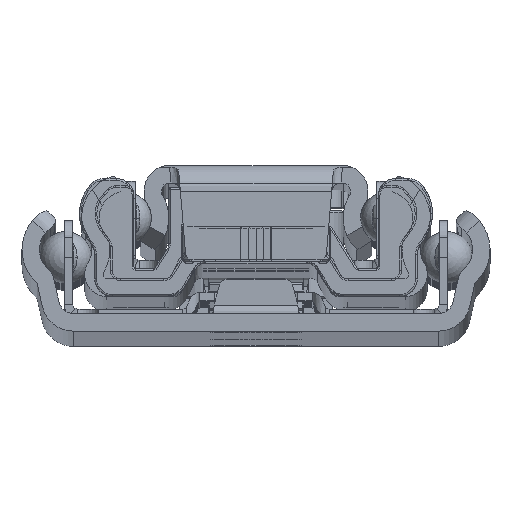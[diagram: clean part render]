
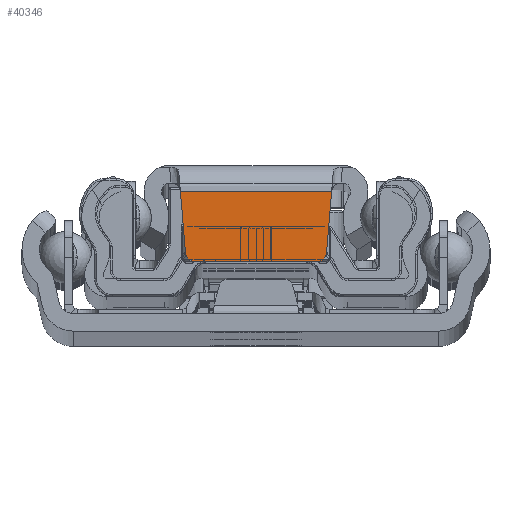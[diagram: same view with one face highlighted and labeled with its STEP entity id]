
A CAD part, top view. The second image highlights one B-rep face of the part: STEP entity #40346.
In plain terms, the highlighted planar face has unit normal (0, 0, 1).
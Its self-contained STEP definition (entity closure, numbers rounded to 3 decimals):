
#1768 = CARTESIAN_POINT ( 'NONE',  ( -8.672, -3., 988. ) ) ;
#4644 = CARTESIAN_POINT ( 'NONE',  ( 7.08, -11., 988. ) ) ;
#4841 = ORIENTED_EDGE ( 'NONE', *, *, #6980, .F. ) ;
#6980 = EDGE_CURVE ( 'NONE', #31207, #16896, #89171, .T. ) ;
#12563 = VERTEX_POINT ( 'NONE', #4644 ) ;
#15773 = CARTESIAN_POINT ( 'NONE',  ( -7.08, -10., 988. ) ) ;
#16896 = VERTEX_POINT ( 'NONE', #1768 ) ;
#17332 = CARTESIAN_POINT ( 'NONE',  ( 8.672, -3., 988. ) ) ;
#25054 = CIRCLE ( 'NONE', #139944, 1. ) ;
#28120 = LINE ( 'NONE', #95975, #40070 ) ;
#30625 = DIRECTION ( 'NONE',  ( -1., 0., 0. ) ) ;
#31207 = VERTEX_POINT ( 'NONE', #120947 ) ;
#32401 = DIRECTION ( 'NONE',  ( 1., 0., 0. ) ) ;
#32434 = CARTESIAN_POINT ( 'NONE',  ( 8.077, -10.084, 988. ) ) ;
#33026 = ORIENTED_EDGE ( 'NONE', *, *, #89072, .T. ) ;
#35448 = AXIS2_PLACEMENT_3D ( 'NONE', #95882, #71305, #32401 ) ;
#39711 = LINE ( 'NONE', #45033, #69542 ) ;
#40070 = VECTOR ( 'NONE', #133263, 1000. ) ;
#40346 = ADVANCED_FACE ( 'NONE', ( #63987 ), #57465, .T. ) ;
#41716 = ORIENTED_EDGE ( 'NONE', *, *, #83215, .T. ) ;
#45033 = CARTESIAN_POINT ( 'NONE',  ( -8.924, -3., 988. ) ) ;
#46590 = VECTOR ( 'NONE', #48006, 1000. ) ;
#48006 = DIRECTION ( 'NONE',  ( 0.084, 0.996, 0. ) ) ;
#48796 = ORIENTED_EDGE ( 'NONE', *, *, #92357, .T. ) ;
#57465 = PLANE ( 'NONE',  #35448 ) ;
#58471 = ORIENTED_EDGE ( 'NONE', *, *, #105812, .T. ) ;
#58862 = VERTEX_POINT ( 'NONE', #17332 ) ;
#63567 = VERTEX_POINT ( 'NONE', #145192 ) ;
#63987 = FACE_OUTER_BOUND ( 'NONE', #147146, .T. ) ;
#64127 = DIRECTION ( 'NONE',  ( 0., 0., 1. ) ) ;
#64258 = ORIENTED_EDGE ( 'NONE', *, *, #150074, .T. ) ;
#69542 = VECTOR ( 'NONE', #30625, 1000. ) ;
#71305 = DIRECTION ( 'NONE',  ( 0., 0., 1. ) ) ;
#75379 = VERTEX_POINT ( 'NONE', #32434 ) ;
#82846 = CARTESIAN_POINT ( 'NONE',  ( -8., -11., 988. ) ) ;
#83215 = EDGE_CURVE ( 'NONE', #58862, #16896, #39711, .T. ) ;
#85172 = DIRECTION ( 'NONE',  ( 0., 0., 1. ) ) ;
#89072 = EDGE_CURVE ( 'NONE', #12563, #75379, #135979, .T. ) ;
#89171 = LINE ( 'NONE', #82846, #158980 ) ;
#89716 = DIRECTION ( 'NONE',  ( 1., 0., 0. ) ) ;
#92357 = EDGE_CURVE ( 'NONE', #75379, #58862, #92421, .T. ) ;
#92421 = LINE ( 'NONE', #97051, #46590 ) ;
#95882 = CARTESIAN_POINT ( 'NONE',  ( -8., -11., 988. ) ) ;
#95975 = CARTESIAN_POINT ( 'NONE',  ( -8., -11., 988. ) ) ;
#97051 = CARTESIAN_POINT ( 'NONE',  ( 7.888, -12.334, 988. ) ) ;
#99147 = CARTESIAN_POINT ( 'NONE',  ( 7.08, -10., 988. ) ) ;
#105812 = EDGE_CURVE ( 'NONE', #63567, #12563, #28120, .T. ) ;
#120947 = CARTESIAN_POINT ( 'NONE',  ( -8.077, -10.084, 988. ) ) ;
#133263 = DIRECTION ( 'NONE',  ( 1., 0., 0. ) ) ;
#135979 = CIRCLE ( 'NONE', #151719, 1. ) ;
#137520 = DIRECTION ( 'NONE',  ( 1., 0., 0. ) ) ;
#139944 = AXIS2_PLACEMENT_3D ( 'NONE', #15773, #64127, #89716 ) ;
#144679 = DIRECTION ( 'NONE',  ( -0.084, 0.996, 0. ) ) ;
#145192 = CARTESIAN_POINT ( 'NONE',  ( -7.08, -11., 988. ) ) ;
#147146 = EDGE_LOOP ( 'NONE', ( #48796, #41716, #4841, #64258, #58471, #33026 ) ) ;
#150074 = EDGE_CURVE ( 'NONE', #31207, #63567, #25054, .T. ) ;
#151719 = AXIS2_PLACEMENT_3D ( 'NONE', #99147, #85172, #137520 ) ;
#158980 = VECTOR ( 'NONE', #144679, 1000. ) ;
